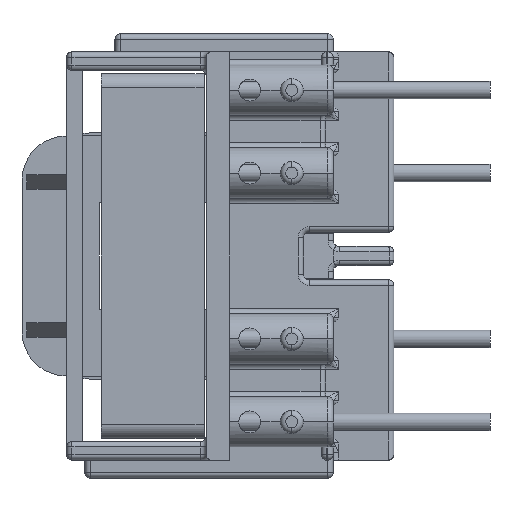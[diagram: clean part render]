
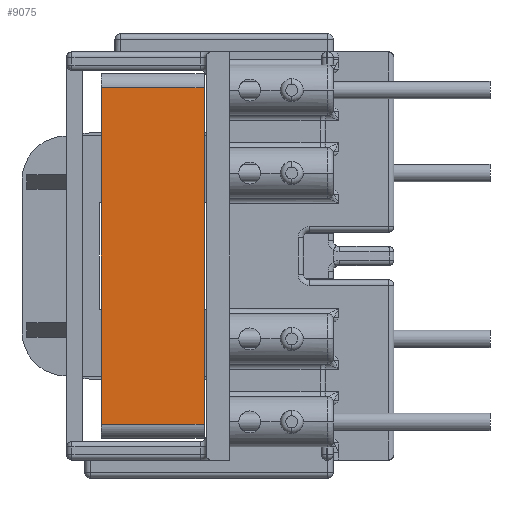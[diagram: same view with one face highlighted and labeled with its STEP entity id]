
A CAD part, left-side view. The second image highlights one B-rep face of the part: STEP entity #9075.
In plain terms, the highlighted planar face has unit normal (-1, 0, 0).
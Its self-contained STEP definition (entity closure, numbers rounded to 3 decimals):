
#1911 = EDGE_CURVE ( 'NONE', #4884, #14777, #7929, .T. ) ;
#2327 = ORIENTED_EDGE ( 'NONE', *, *, #7012, .T. ) ;
#2472 = CARTESIAN_POINT ( 'NONE',  ( 0., -8.355, 0. ) ) ;
#2732 = DIRECTION ( 'NONE',  ( 0., 0., -1. ) ) ;
#3363 = VECTOR ( 'NONE', #11477, 1000. ) ;
#3442 = EDGE_CURVE ( 'NONE', #8713, #14777, #4734, .T. ) ;
#3447 = DIRECTION ( 'NONE',  ( 0., -1., 0. ) ) ;
#3476 = AXIS2_PLACEMENT_3D ( 'NONE', #11940, #4123, #2732 ) ;
#3583 = DIRECTION ( 'NONE',  ( 0., 0., 1. ) ) ;
#3584 = CARTESIAN_POINT ( 'NONE',  ( 0., -8.355, 4.7 ) ) ;
#4123 = DIRECTION ( 'NONE',  ( 1., 0., 0. ) ) ;
#4734 = LINE ( 'NONE', #8188, #8586 ) ;
#4884 = VERTEX_POINT ( 'NONE', #14156 ) ;
#5622 = DIRECTION ( 'NONE',  ( 0., -1., 0. ) ) ;
#6537 = ORIENTED_EDGE ( 'NONE', *, *, #1911, .F. ) ;
#7012 = EDGE_CURVE ( 'NONE', #15741, #8713, #16576, .T. ) ;
#7438 = LINE ( 'NONE', #19296, #3363 ) ;
#7929 = LINE ( 'NONE', #3584, #16761 ) ;
#8188 = CARTESIAN_POINT ( 'NONE',  ( 0., -7.715, 4.7 ) ) ;
#8471 = VECTOR ( 'NONE', #5622, 1000. ) ;
#8586 = VECTOR ( 'NONE', #3583, 1000. ) ;
#8713 = VERTEX_POINT ( 'NONE', #16801 ) ;
#9075 = ADVANCED_FACE ( 'NONE', ( #19255 ), #18073, .F. ) ;
#11477 = DIRECTION ( 'NONE',  ( 0., 0., -1. ) ) ;
#11940 = CARTESIAN_POINT ( 'NONE',  ( 0., -8.355, 4.7 ) ) ;
#13206 = CARTESIAN_POINT ( 'NONE',  ( 0., 7.715, 0. ) ) ;
#13389 = CARTESIAN_POINT ( 'NONE',  ( 0., -7.715, 4.7 ) ) ;
#14156 = CARTESIAN_POINT ( 'NONE',  ( 0., 7.715, 4.7 ) ) ;
#14777 = VERTEX_POINT ( 'NONE', #13389 ) ;
#15741 = VERTEX_POINT ( 'NONE', #13206 ) ;
#16576 = LINE ( 'NONE', #2472, #8471 ) ;
#16761 = VECTOR ( 'NONE', #3447, 1000. ) ;
#16801 = CARTESIAN_POINT ( 'NONE',  ( 0., -7.715, 0. ) ) ;
#17152 = ORIENTED_EDGE ( 'NONE', *, *, #19598, .T. ) ;
#18056 = ORIENTED_EDGE ( 'NONE', *, *, #3442, .T. ) ;
#18073 = PLANE ( 'NONE',  #3476 ) ;
#18263 = EDGE_LOOP ( 'NONE', ( #2327, #18056, #6537, #17152 ) ) ;
#19255 = FACE_OUTER_BOUND ( 'NONE', #18263, .T. ) ;
#19296 = CARTESIAN_POINT ( 'NONE',  ( 0., 7.715, 4.7 ) ) ;
#19598 = EDGE_CURVE ( 'NONE', #4884, #15741, #7438, .T. ) ;
